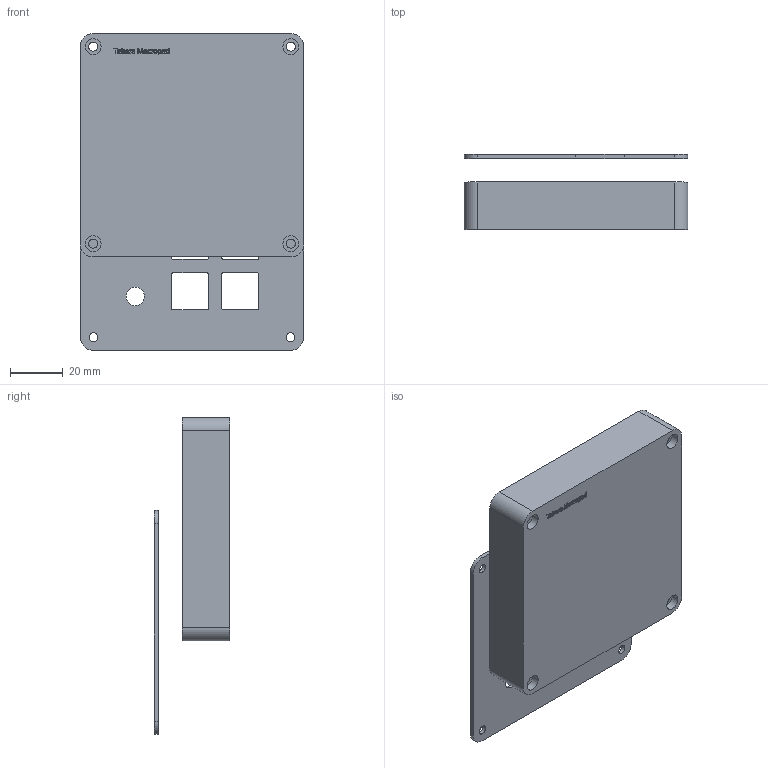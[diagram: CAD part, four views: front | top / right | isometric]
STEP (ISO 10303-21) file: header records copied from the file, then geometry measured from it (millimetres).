
FILE_DESCRIPTION(/* description */ (''),/* implementation_level */ '2;1');
FILE_NAME(/* name */ 'Taher Cad final case.step',/* time_stamp */ '2026-01-07T14:23:50Z',/* author */ (''),/* organization */ (''),/* preprocessor_version */ 'ST-DEVELOPER v20.1',/* originating_system */ 'Autodesk Translation Framework v14.21.0.0',/* authorisation */ '');
FILE_SCHEMA (('AUTOMOTIVE_DESIGN { 1 0 10303 214 3 1 1 }'));
Length unit declared in the file: millimetre
Products named in the file (5): 2026-01-06-17-53-43-543; 2026-01-06-17-54-31-976; 2026-01-06-18-30-26-410; 2026-01-06-20-48-49-357; 2026-01-07-14-19-32-217
Assembly tree (4 placements, depth 2):
  2026-01-06-17-53-43-543
    2026-01-06-17-54-31-976
    2026-01-06-18-30-26-410
    2026-01-06-20-48-49-357
    2026-01-07-14-19-32-217
Bounding box: 85.14 x 28.6 x 120.46 mm (x, y, z)
Volume: 78055.4 mm3; surface area: 46428.1 mm2
Topology: 3 solids, 3 shells, 420 faces, 1167 edges, 778 vertices
Faces by surface type: bspline 241, plane 141, cylinder 38
Full cylindrical faces by diameter (mm): 3.4 x8, 6 x4, 7 x2
Entity records: 15841 total; most frequent: CARTESIAN_POINT 6471, ORIENTED_EDGE 2334, EDGE_CURVE 1167, DIRECTION 1137, VERTEX_POINT 778, LINE 609, VECTOR 609, B_SPLINE_CURVE_WITH_KNOTS 482
